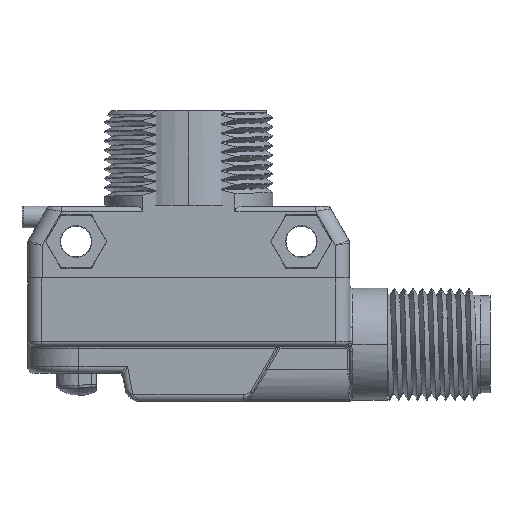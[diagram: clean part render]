
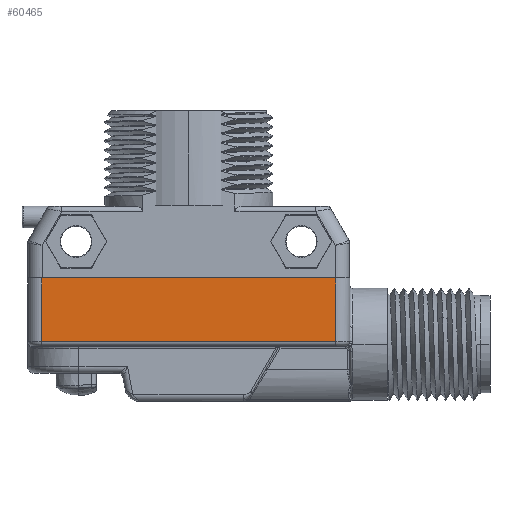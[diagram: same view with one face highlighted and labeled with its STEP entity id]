
A CAD part, left-side view. The second image highlights one B-rep face of the part: STEP entity #60465.
In plain terms, the highlighted planar face has unit normal (-1, 0, 0).
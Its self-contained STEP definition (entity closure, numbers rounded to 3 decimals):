
#54259=DIRECTION('',(0.,1.,0.));
#54260=VECTOR('',#54259,31.5);
#54261=CARTESIAN_POINT('',(-7.5,1.5,0.));
#54262=LINE('',#54261,#54260);
#54299=DIRECTION('',(0.,0.,1.));
#54300=VECTOR('',#54299,6.8);
#54301=CARTESIAN_POINT('',(-7.5,33.,-6.8));
#54302=LINE('',#54301,#54300);
#54312=DIRECTION('',(0.,0.,-1.));
#54313=VECTOR('',#54312,6.8);
#54314=CARTESIAN_POINT('',(-7.5,1.5,0.));
#54315=LINE('',#54314,#54313);
#58326=DIRECTION('',(0.,-1.,0.));
#58327=VECTOR('',#58326,31.5);
#58328=CARTESIAN_POINT('',(-7.5,33.,-6.8));
#58329=LINE('',#58328,#58327);
#58372=CARTESIAN_POINT('',(-7.5,33.,0.));
#58374=VERTEX_POINT('',#58372);
#58379=CARTESIAN_POINT('',(-7.5,1.5,0.));
#58380=VERTEX_POINT('',#58379);
#58455=CARTESIAN_POINT('',(-7.5,33.,-6.8));
#58456=VERTEX_POINT('',#58455);
#58459=CARTESIAN_POINT('',(-7.5,1.5,-6.8));
#58460=VERTEX_POINT('',#58459);
#60452=CARTESIAN_POINT('',(-7.5,0.,-13.2));
#60453=DIRECTION('',(-1.,0.,0.));
#60454=DIRECTION('',(0.,0.,1.));
#60455=AXIS2_PLACEMENT_3D('',#60452,#60453,#60454);
#60456=PLANE('',#60455);
#60457=ORIENTED_EDGE('',*,*,#60443,.T.);
#60458=ORIENTED_EDGE('',*,*,#60415,.F.);
#60460=ORIENTED_EDGE('',*,*,#60459,.T.);
#60462=ORIENTED_EDGE('',*,*,#60461,.F.);
#60463=EDGE_LOOP('',(#60457,#60458,#60460,#60462));
#60464=FACE_OUTER_BOUND('',#60463,.F.);
#60465=ADVANCED_FACE('',(#60464),#60456,.T.);
#60415=EDGE_CURVE('',#58380,#58374,#54262,.T.);
#60443=EDGE_CURVE('',#58456,#58374,#54302,.T.);
#60459=EDGE_CURVE('',#58380,#58460,#54315,.T.);
#60461=EDGE_CURVE('',#58456,#58460,#58329,.T.);
